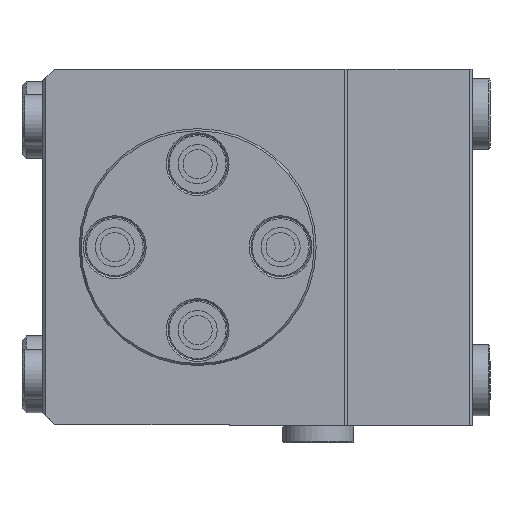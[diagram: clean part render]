
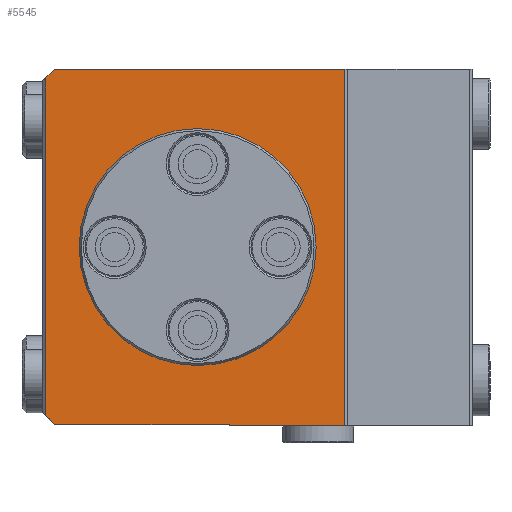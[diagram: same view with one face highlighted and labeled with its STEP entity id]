
A CAD part, left-side view. The second image highlights one B-rep face of the part: STEP entity #5545.
In plain terms, the highlighted planar face has unit normal (-1, 0, 0).
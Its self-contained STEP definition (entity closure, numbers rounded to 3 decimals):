
#677=CARTESIAN_POINT('',(-75.8,70.5,30.05));
#678=VERTEX_POINT('',#677);
#685=CARTESIAN_POINT('',(-75.8,21.5,30.05));
#686=VERTEX_POINT('',#685);
#687=CARTESIAN_POINT('',(-75.8,21.5,30.05));
#688=DIRECTION('',(0.0,1.0,0.0));
#689=VECTOR('',#688,49.);
#690=LINE('',#687,#689);
#691=EDGE_CURVE('',#686,#678,#690,.T.);
#5321=CARTESIAN_POINT('',(-75.8,72.,28.55));
#5322=VERTEX_POINT('',#5321);
#5323=CARTESIAN_POINT('',(-75.8,72.,28.55));
#5324=DIRECTION('',(0.0,-0.707,0.707));
#5325=VECTOR('',#5324,2.121);
#5326=LINE('',#5323,#5325);
#5327=EDGE_CURVE('',#5322,#678,#5326,.T.);
#5369=CARTESIAN_POINT('',(-75.8,72.,-28.45));
#5370=VERTEX_POINT('',#5369);
#5377=CARTESIAN_POINT('',(-75.8,72.,-28.45));
#5378=DIRECTION('',(0.0,0.0,1.0));
#5379=VECTOR('',#5378,57.);
#5380=LINE('',#5377,#5379);
#5381=EDGE_CURVE('',#5370,#5322,#5380,.T.);
#5476=CARTESIAN_POINT('',(-75.8,70.5,-29.95));
#5477=VERTEX_POINT('',#5476);
#5484=CARTESIAN_POINT('',(-75.8,70.5,-29.95));
#5485=DIRECTION('',(0.0,0.707,0.707));
#5486=VECTOR('',#5485,2.121);
#5487=LINE('',#5484,#5486);
#5488=EDGE_CURVE('',#5477,#5370,#5487,.T.);
#5493=CARTESIAN_POINT('',(-75.8,21.5,0.0));
#5494=DIRECTION('',(-1.0,0.0,0.0));
#5495=DIRECTION('',(0.0,0.0,1.0));
#5496=AXIS2_PLACEMENT_3D('',#5493,#5494,#5495);
#5497=PLANE('',#5496);
#5498=ORIENTED_EDGE('',*,*,#5327,.F.);
#5499=ORIENTED_EDGE('',*,*,#5381,.F.);
#5500=ORIENTED_EDGE('',*,*,#5488,.F.);
#5501=CARTESIAN_POINT('',(-75.8,41.,-29.95));
#5502=VERTEX_POINT('',#5501);
#5503=CARTESIAN_POINT('',(-75.8,70.5,-29.95));
#5504=DIRECTION('',(0.0,-1.0,0.0));
#5505=VECTOR('',#5504,29.5);
#5506=LINE('',#5503,#5505);
#5507=EDGE_CURVE('',#5477,#5502,#5506,.T.);
#5508=ORIENTED_EDGE('',*,*,#5507,.T.);
#5509=CARTESIAN_POINT('',(-75.8,41.,-30.05));
#5510=VERTEX_POINT('',#5509);
#5511=CARTESIAN_POINT('',(-75.8,41.,-29.95));
#5512=DIRECTION('',(0.0,0.0,-1.0));
#5513=VECTOR('',#5512,0.1);
#5514=LINE('',#5511,#5513);
#5515=EDGE_CURVE('',#5502,#5510,#5514,.T.);
#5516=ORIENTED_EDGE('',*,*,#5515,.T.);
#5517=CARTESIAN_POINT('',(-75.8,21.5,-30.05));
#5518=VERTEX_POINT('',#5517);
#5519=CARTESIAN_POINT('',(-75.8,41.,-30.05));
#5520=DIRECTION('',(0.0,-1.0,0.0));
#5521=VECTOR('',#5520,19.5);
#5522=LINE('',#5519,#5521);
#5523=EDGE_CURVE('',#5510,#5518,#5522,.T.);
#5524=ORIENTED_EDGE('',*,*,#5523,.T.);
#5525=CARTESIAN_POINT('',(-75.8,21.5,-30.05));
#5526=DIRECTION('',(0.0,0.0,1.0));
#5527=VECTOR('',#5526,60.1);
#5528=LINE('',#5525,#5527);
#5529=EDGE_CURVE('',#5518,#686,#5528,.T.);
#5530=ORIENTED_EDGE('',*,*,#5529,.T.);
#5531=ORIENTED_EDGE('',*,*,#691,.T.);
#5532=EDGE_LOOP('',(#5498,#5499,#5500,#5508,#5516,#5524,#5530,#5531));
#5533=FACE_OUTER_BOUND('',#5532,.T.);
#5534=CARTESIAN_POINT('',(-75.8,46.35,-20.0));
#5535=VERTEX_POINT('',#5534);
#5536=CARTESIAN_POINT('',(-75.8,46.35,0.0));
#5537=DIRECTION('',(1.0,0.0,0.0));
#5538=DIRECTION('',(0.0,0.0,1.0));
#5539=AXIS2_PLACEMENT_3D('',#5536,#5537,#5538);
#5540=CIRCLE('',#5539,20.0);
#5541=EDGE_CURVE('',#5535,#5535,#5540,.T.);
#5542=ORIENTED_EDGE('',*,*,#5541,.T.);
#5543=EDGE_LOOP('',(#5542));
#5544=FACE_BOUND('',#5543,.T.);
#5545=ADVANCED_FACE('',(#5533,#5544),#5497,.T.);
